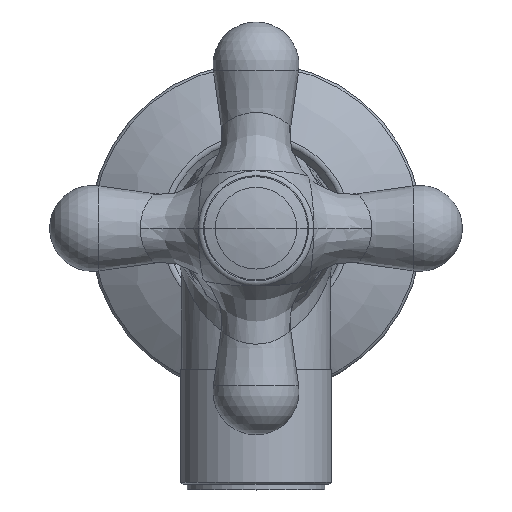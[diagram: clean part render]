
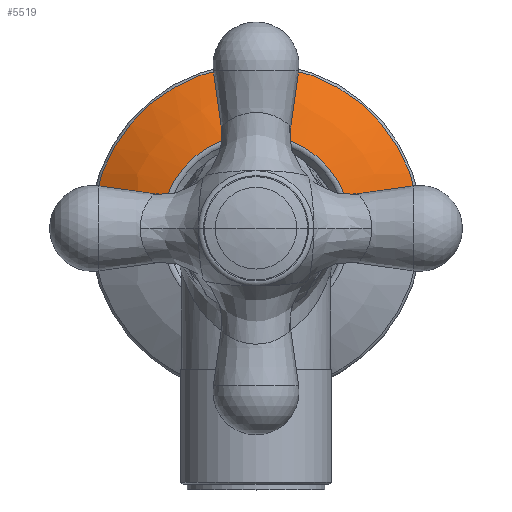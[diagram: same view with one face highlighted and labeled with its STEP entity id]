
A CAD part, top view. The second image highlights one B-rep face of the part: STEP entity #5519.
In plain terms, the highlighted free-form (B-spline) face has degree [3, 3] with [7, 4] control points.
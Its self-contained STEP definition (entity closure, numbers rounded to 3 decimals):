
#1856=CARTESIAN_POINT('',(5.343,0.,-61.304));
#1857=DIRECTION('',(0.,-1.,0.));
#1858=DIRECTION('',(0.581,0.,0.814));
#1859=AXIS2_PLACEMENT_3D('',#1856,#1857,#1858);
#1866=CARTESIAN_POINT('',(-5.343,0.,-61.304));
#1867=DIRECTION('',(0.,1.,0.));
#1868=DIRECTION('',(-0.581,0.,0.814));
#1869=AXIS2_PLACEMENT_3D('',#1866,#1867,#1868);
#1871=CARTESIAN_POINT('',(0.,0.,-22.913));
#1872=DIRECTION('',(0.,0.,1.));
#1873=DIRECTION('',(1.,0.,0.));
#1874=AXIS2_PLACEMENT_3D('',#1871,#1872,#1873);
#1876=CARTESIAN_POINT('',(0.,0.,-28.747));
#1877=DIRECTION('',(0.,0.,1.));
#1878=DIRECTION('',(1.,0.,0.));
#1879=AXIS2_PLACEMENT_3D('',#1876,#1877,#1878);
#2161=CARTESIAN_POINT('',(-28.581,0.,-28.747));
#2162=CARTESIAN_POINT('',(28.581,0.,-28.747));
#2163=VERTEX_POINT('',#2161);
#2164=VERTEX_POINT('',#2162);
#2177=CARTESIAN_POINT('',(16.572,0.,-22.913));
#2178=CARTESIAN_POINT('',(-16.572,0.,-22.913));
#2179=VERTEX_POINT('',#2177);
#2180=VERTEX_POINT('',#2178);
#5483=CARTESIAN_POINT('',(-16.282,-1.024,
-22.838));
#5484=CARTESIAN_POINT('',(-20.768,-1.307,
-24.12));
#5485=CARTESIAN_POINT('',(-24.964,-1.571,
-26.163));
#5486=CARTESIAN_POINT('',(-28.742,-1.808,
-28.903));
#5487=CARTESIAN_POINT('',(-16.913,8.996,
-22.838));
#5488=CARTESIAN_POINT('',(-21.572,11.474,
-24.12));
#5489=CARTESIAN_POINT('',(-25.93,13.792,
-26.163));
#5490=CARTESIAN_POINT('',(-29.855,15.879,
-28.903));
#5491=CARTESIAN_POINT('',(-10.04,16.315,
-22.838));
#5492=CARTESIAN_POINT('',(-12.806,20.809,
-24.12));
#5493=CARTESIAN_POINT('',(-15.393,25.013,
-26.163));
#5494=CARTESIAN_POINT('',(-17.723,28.799,
-28.903));
#5495=CARTESIAN_POINT('',(0.,16.315,-22.838));
#5496=CARTESIAN_POINT('',(0.,20.809,
-24.12));
#5497=CARTESIAN_POINT('',(0.,25.013,
-26.163));
#5498=CARTESIAN_POINT('',(0.,28.799,
-28.903));
#5499=CARTESIAN_POINT('',(10.04,16.315,-22.838));
#5500=CARTESIAN_POINT('',(12.806,20.809,-24.12));
#5501=CARTESIAN_POINT('',(15.393,25.013,-26.163));
#5502=CARTESIAN_POINT('',(17.723,28.799,-28.903));
#5503=CARTESIAN_POINT('',(16.913,8.996,-22.838));
#5504=CARTESIAN_POINT('',(21.572,11.474,-24.12));
#5505=CARTESIAN_POINT('',(25.93,13.792,-26.163));
#5506=CARTESIAN_POINT('',(29.855,15.879,-28.903));
#5507=CARTESIAN_POINT('',(16.282,-1.024,
-22.838));
#5508=CARTESIAN_POINT('',(20.768,-1.307,
-24.12));
#5509=CARTESIAN_POINT('',(24.964,-1.571,
-26.163));
#5510=CARTESIAN_POINT('',(28.742,-1.808,
-28.903));
#5511=(BOUNDED_SURFACE()B_SPLINE_SURFACE(3,3,((#5483,#5484,#5485,#5486),(#5487,
#5488,#5489,#5490),(#5491,#5492,#5493,#5494),(#5495,#5496,#5497,#5498),(#5499,
#5500,#5501,#5502),(#5503,#5504,#5505,#5506),(#5507,#5508,#5509,#5510)),
.UNSPECIFIED.,.F.,.F.,.F.)B_SPLINE_SURFACE_WITH_KNOTS((4,3,4),(4,4),(0.,1.,
2.),(0.,1.),.UNSPECIFIED.)GEOMETRIC_REPRESENTATION_ITEM()RATIONAL_B_SPLINE_SURFACE(((1.196,1.184,1.184,1.196),(
0.945,0.935,0.935,0.945),(
0.945,0.935,0.935,0.945),(
1.196,1.184,1.184,1.196),(
0.945,0.935,0.935,0.945),(
0.945,0.935,0.935,0.945),(
1.196,1.184,1.184,1.196)))REPRESENTATION_ITEM('')SURFACE());
#5512=ORIENTED_EDGE('',*,*,#5383,.T.);
#5513=ORIENTED_EDGE('',*,*,#5471,.F.);
#5515=ORIENTED_EDGE('',*,*,#5514,.F.);
#5516=ORIENTED_EDGE('',*,*,#5467,.T.);
#5517=EDGE_LOOP('',(#5512,#5513,#5515,#5516));
#5518=FACE_OUTER_BOUND('',#5517,.F.);
#5519=ADVANCED_FACE('',(#5518),#5511,.T.);
#1860=CIRCLE('',#1859,40.);
#1870=CIRCLE('',#1869,40.);
#1875=CIRCLE('',#1874,16.572);
#1880=CIRCLE('',#1879,28.581);
#5383=EDGE_CURVE('',#2179,#2180,#1875,.T.);
#5467=EDGE_CURVE('',#2164,#2179,#1860,.T.);
#5471=EDGE_CURVE('',#2163,#2180,#1870,.T.);
#5514=EDGE_CURVE('',#2164,#2163,#1880,.T.);
